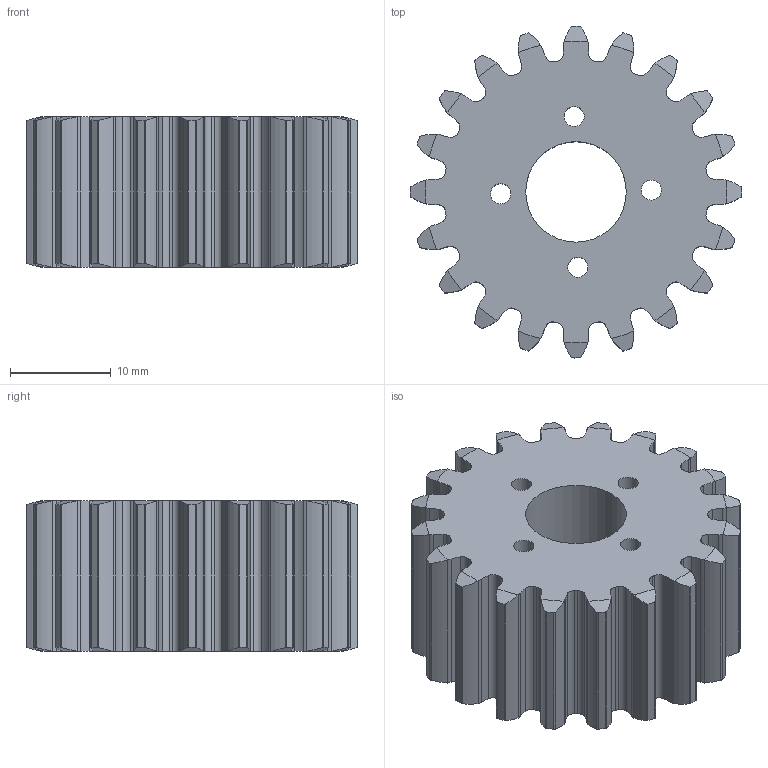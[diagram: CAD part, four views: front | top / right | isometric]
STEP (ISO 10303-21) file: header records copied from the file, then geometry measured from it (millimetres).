
FILE_DESCRIPTION(/* description */ (''),/* implementation_level */ '2;1');
FILE_NAME(/* name */ 'GEAB1.5-20-15-B-10 v1.step',/* time_stamp */ '2022-11-19T18:26:03+01:00',/* author */ (''),/* organization */ (''),/* preprocessor_version */ 'ST-DEVELOPER v19.2',/* originating_system */ 'Autodesk Translation Framework v11.17.0.187',/* authorisation */ '');
FILE_SCHEMA (('AUTOMOTIVE_DESIGN { 1 0 10303 214 3 1 1 }'));
Length unit declared in the file: millimetre
Products named in the file (3): GEAB1.5-20-15-B-10; SET-SCREW4-6; GEAB1.5-20-15-B-10_b
Assembly tree (2 placements, depth 2):
  GEAB1.5-20-15-B-10
    SET-SCREW4-6
    GEAB1.5-20-15-B-10_b
Bounding box: 33 x 33 x 15 mm (x, y, z)
Volume: 8963.9 mm3; surface area: 4757.5 mm2
Topology: 1 solids, 1 shells, 288 faces, 777 edges, 491 vertices
Faces by surface type: cylinder 245, cone 41, plane 2
Full cylindrical faces by diameter (mm): 2 x4, 10 x1
Entity records: 9855 total; most frequent: CARTESIAN_POINT 2521, DIRECTION 1574, ORIENTED_EDGE 1554, EDGE_CURVE 777, AXIS2_PLACEMENT_3D 664, VERTEX_POINT 491, CIRCLE 371, EDGE_LOOP 298
